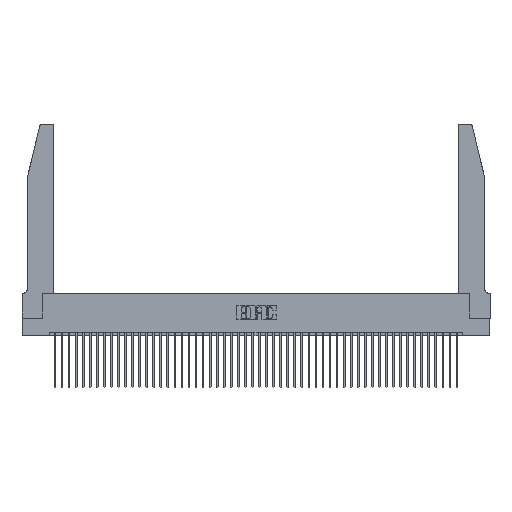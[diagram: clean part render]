
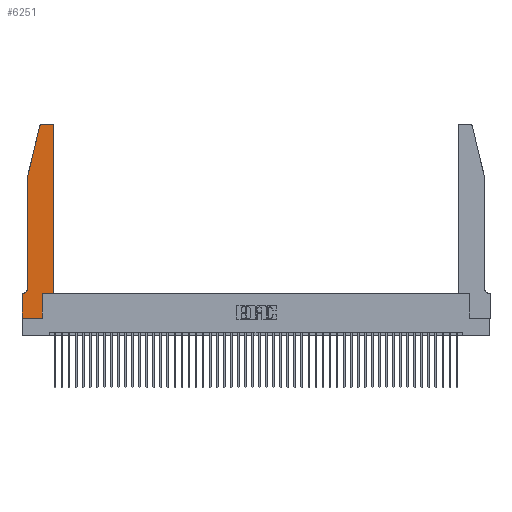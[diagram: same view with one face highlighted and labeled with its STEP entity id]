
A CAD part, top view. The second image highlights one B-rep face of the part: STEP entity #6251.
In plain terms, the highlighted planar face has unit normal (0, 0, 1).
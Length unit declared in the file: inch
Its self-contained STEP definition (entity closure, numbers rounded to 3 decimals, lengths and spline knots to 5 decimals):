
#866 = EDGE_CURVE ( 'NONE', #29554, #34536, #45319, .T. ) ;
#1132 = CIRCLE ( 'NONE', #18894, 0.03 ) ;
#1945 = EDGE_LOOP ( 'NONE', ( #24865, #10613, #23853, #23143, #7609, #47989, #22492, #23525, #23517, #2143, #16539, #45784 ) ) ;
#2050 = CARTESIAN_POINT ( 'NONE',  ( 0.0755, 0.35, 0.37 ) ) ;
#2143 = ORIENTED_EDGE ( 'NONE', *, *, #18699, .T. ) ;
#2301 = CARTESIAN_POINT ( 'NONE',  ( 0.2605, 2.75, 0.37 ) ) ;
#2628 = LINE ( 'NONE', #14729, #27652 ) ;
#6251 = ADVANCED_FACE ( 'NONE', ( #34934 ), #24549, .T. ) ;
#6334 = DIRECTION ( 'NONE',  ( 1., 0., 0. ) ) ;
#7001 = DIRECTION ( 'NONE',  ( 1., 0., 0. ) ) ;
#7609 = ORIENTED_EDGE ( 'NONE', *, *, #24205, .T. ) ;
#7872 = CIRCLE ( 'NONE', #43786, 0.03 ) ;
#8695 = VECTOR ( 'NONE', #8803, 39.37008 ) ;
#8803 = DIRECTION ( 'NONE',  ( -0.239, -0.971, 0. ) ) ;
#9523 = CARTESIAN_POINT ( 'NONE',  ( 0.2865, 0.35, 0.37 ) ) ;
#10069 = CARTESIAN_POINT ( 'NONE',  ( 0.4205, 2.72, 0.37 ) ) ;
#10241 = DIRECTION ( 'NONE',  ( 0., 0., 1. ) ) ;
#10317 = CARTESIAN_POINT ( 'NONE',  ( 0.0755, 2., 0.37 ) ) ;
#10613 = ORIENTED_EDGE ( 'NONE', *, *, #21218, .T. ) ;
#11425 = CARTESIAN_POINT ( 'NONE',  ( 0.4505, 2.72, 0.37 ) ) ;
#11532 = EDGE_CURVE ( 'NONE', #44239, #29655, #25195, .T. ) ;
#11962 = EDGE_CURVE ( 'NONE', #25380, #46852, #37305, .T. ) ;
#12120 = CARTESIAN_POINT ( 'NONE',  ( 0.4505, 0.35, 0.37 ) ) ;
#12573 = DIRECTION ( 'NONE',  ( 1., 0., 0. ) ) ;
#13243 = EDGE_CURVE ( 'NONE', #41504, #44239, #32478, .T. ) ;
#13295 = DIRECTION ( 'NONE',  ( 1., 0., 0. ) ) ;
#13411 = DIRECTION ( 'NONE',  ( -1., 0., 0. ) ) ;
#13476 = DIRECTION ( 'NONE',  ( -1., 0., 0. ) ) ;
#14729 = CARTESIAN_POINT ( 'NONE',  ( 0.2865, 0.35, 0.37 ) ) ;
#15041 = CARTESIAN_POINT ( 'NONE',  ( 0., 0., 0.37 ) ) ;
#16539 = ORIENTED_EDGE ( 'NONE', *, *, #43419, .T. ) ;
#16758 = CARTESIAN_POINT ( 'NONE',  ( 0.284, 2.72, 0.37 ) ) ;
#17109 = LINE ( 'NONE', #2301, #25231 ) ;
#18195 = EDGE_CURVE ( 'NONE', #34536, #35073, #2628, .T. ) ;
#18630 = DIRECTION ( 'NONE',  ( 0., 1., 0. ) ) ;
#18699 = EDGE_CURVE ( 'NONE', #35073, #36446, #29369, .T. ) ;
#18894 = AXIS2_PLACEMENT_3D ( 'NONE', #16758, #35497, #13295 ) ;
#19381 = VECTOR ( 'NONE', #32816, 39.37008 ) ;
#21041 = CARTESIAN_POINT ( 'NONE',  ( 0., 0., 0.37 ) ) ;
#21218 = EDGE_CURVE ( 'NONE', #41452, #41504, #1132, .T. ) ;
#21279 = DIRECTION ( 'NONE',  ( 0., 0., 1. ) ) ;
#21307 = CARTESIAN_POINT ( 'NONE',  ( 0.2865, 0., 0.37 ) ) ;
#22442 = CARTESIAN_POINT ( 'NONE',  ( 0., 0.35, 0.37 ) ) ;
#22492 = ORIENTED_EDGE ( 'NONE', *, *, #43828, .T. ) ;
#22826 = CARTESIAN_POINT ( 'NONE',  ( 0.0755, 0.42, 0.37 ) ) ;
#23143 = ORIENTED_EDGE ( 'NONE', *, *, #11532, .T. ) ;
#23517 = ORIENTED_EDGE ( 'NONE', *, *, #18195, .T. ) ;
#23525 = ORIENTED_EDGE ( 'NONE', *, *, #866, .T. ) ;
#23853 = ORIENTED_EDGE ( 'NONE', *, *, #13243, .T. ) ;
#23998 = EDGE_CURVE ( 'NONE', #28253, #39086, #7872, .T. ) ;
#24205 = EDGE_CURVE ( 'NONE', #29655, #25380, #30492, .T. ) ;
#24549 = PLANE ( 'NONE',  #42149 ) ;
#24865 = ORIENTED_EDGE ( 'NONE', *, *, #32626, .T. ) ;
#25195 = LINE ( 'NONE', #47450, #19381 ) ;
#25231 = VECTOR ( 'NONE', #13411, 39.37008 ) ;
#25380 = VERTEX_POINT ( 'NONE', #32793 ) ;
#25508 = AXIS2_PLACEMENT_3D ( 'NONE', #26784, #45079, #45246 ) ;
#26293 = CARTESIAN_POINT ( 'NONE',  ( 0.284, 2.75, 0.37 ) ) ;
#26784 = CARTESIAN_POINT ( 'NONE',  ( 0.0055, 0.42, 0.37 ) ) ;
#27652 = VECTOR ( 'NONE', #18630, 39.37008 ) ;
#27682 = CARTESIAN_POINT ( 'NONE',  ( 0.4205, 2.75, 0.37 ) ) ;
#28009 = VECTOR ( 'NONE', #41317, 39.37008 ) ;
#28253 = VERTEX_POINT ( 'NONE', #11425 ) ;
#28428 = CARTESIAN_POINT ( 'NONE',  ( 0.4505, 0.35, 0.37 ) ) ;
#29369 = LINE ( 'NONE', #29575, #36874 ) ;
#29554 = VERTEX_POINT ( 'NONE', #15041 ) ;
#29575 = CARTESIAN_POINT ( 'NONE',  ( 0.4505, 0.35, 0.37 ) ) ;
#29655 = VERTEX_POINT ( 'NONE', #22826 ) ;
#30492 = CIRCLE ( 'NONE', #25508, 0.07 ) ;
#31276 = CARTESIAN_POINT ( 'NONE',  ( 0., 0., 0.37 ) ) ;
#32478 = LINE ( 'NONE', #34771, #8695 ) ;
#32626 = EDGE_CURVE ( 'NONE', #39086, #41452, #17109, .T. ) ;
#32793 = CARTESIAN_POINT ( 'NONE',  ( 0.0055, 0.35, 0.37 ) ) ;
#32816 = DIRECTION ( 'NONE',  ( 0., -1., 0. ) ) ;
#34536 = VERTEX_POINT ( 'NONE', #21307 ) ;
#34771 = CARTESIAN_POINT ( 'NONE',  ( 0.0755, 2., 0.37 ) ) ;
#34934 = FACE_OUTER_BOUND ( 'NONE', #1945, .T. ) ;
#35073 = VERTEX_POINT ( 'NONE', #9523 ) ;
#35497 = DIRECTION ( 'NONE',  ( 0., 0., 1. ) ) ;
#35990 = DIRECTION ( 'NONE',  ( 1., 0., 0. ) ) ;
#36446 = VERTEX_POINT ( 'NONE', #28428 ) ;
#36874 = VECTOR ( 'NONE', #7001, 39.37008 ) ;
#37305 = LINE ( 'NONE', #2050, #43129 ) ;
#38428 = VECTOR ( 'NONE', #40302, 39.37008 ) ;
#38982 = LINE ( 'NONE', #12120, #28009 ) ;
#39086 = VERTEX_POINT ( 'NONE', #27682 ) ;
#40302 = DIRECTION ( 'NONE',  ( 0., -1., 0. ) ) ;
#41257 = VECTOR ( 'NONE', #6334, 39.37008 ) ;
#41317 = DIRECTION ( 'NONE',  ( 0., 1., 0. ) ) ;
#41328 = CARTESIAN_POINT ( 'NONE',  ( 0.25487, 2.72718, 0.37 ) ) ;
#41452 = VERTEX_POINT ( 'NONE', #26293 ) ;
#41504 = VERTEX_POINT ( 'NONE', #41328 ) ;
#42149 = AXIS2_PLACEMENT_3D ( 'NONE', #47223, #10241, #12573 ) ;
#43129 = VECTOR ( 'NONE', #13476, 39.37008 ) ;
#43419 = EDGE_CURVE ( 'NONE', #36446, #28253, #38982, .T. ) ;
#43786 = AXIS2_PLACEMENT_3D ( 'NONE', #10069, #21279, #35990 ) ;
#43828 = EDGE_CURVE ( 'NONE', #46852, #29554, #47781, .T. ) ;
#44239 = VERTEX_POINT ( 'NONE', #10317 ) ;
#45079 = DIRECTION ( 'NONE',  ( 0., 0., -1. ) ) ;
#45246 = DIRECTION ( 'NONE',  ( -1., 0., 0. ) ) ;
#45319 = LINE ( 'NONE', #31276, #41257 ) ;
#45784 = ORIENTED_EDGE ( 'NONE', *, *, #23998, .T. ) ;
#46852 = VERTEX_POINT ( 'NONE', #22442 ) ;
#47223 = CARTESIAN_POINT ( 'NONE',  ( 0., 0.35, 0.37 ) ) ;
#47450 = CARTESIAN_POINT ( 'NONE',  ( 0.0755, 2., 0.37 ) ) ;
#47781 = LINE ( 'NONE', #21041, #38428 ) ;
#47989 = ORIENTED_EDGE ( 'NONE', *, *, #11962, .T. ) ;
